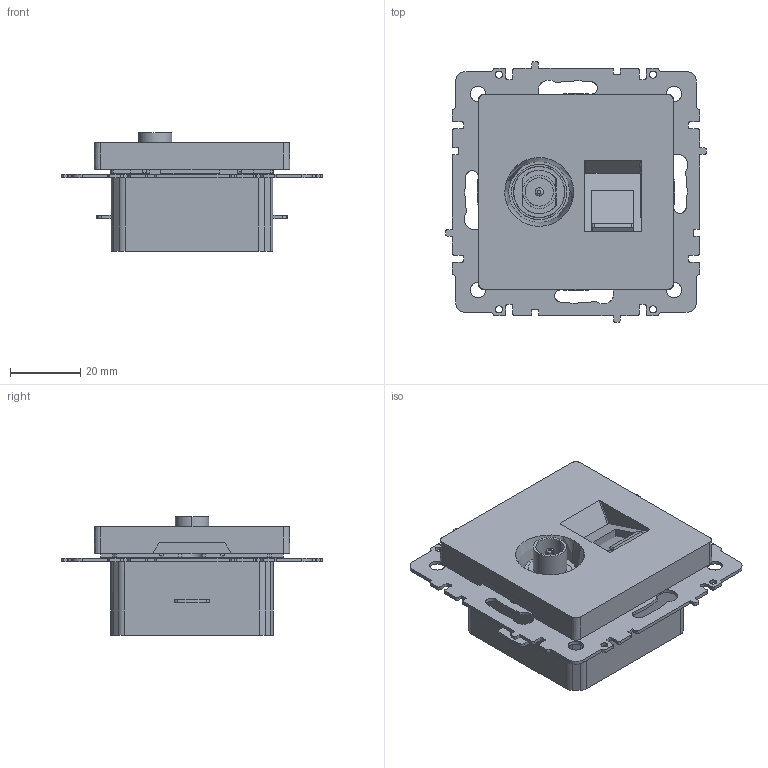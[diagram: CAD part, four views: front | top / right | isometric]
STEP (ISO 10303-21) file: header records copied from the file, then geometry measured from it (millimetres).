
FILE_DESCRIPTION (( 'STEP AP214' ), '1' );
FILE_NAME ('BRITE ﾐ鰀. 葢鵫浯 TV+RJ45.STEP', '2025-04-08T15:25:56', ( '' ), ( '' ), 'SwSTEP 2.0', 'SolidWorks 2022', '' );
FILE_SCHEMA (( 'AUTOMOTIVE_DESIGN' ));
Length unit declared in the file: millimetre
Products named in the file (1): BRITE Роз. двойная TV+RJ45
Bounding box: 74.4 x 74.4 x 33.8 mm (x, y, z)
Volume: 69767.4 mm3; surface area: 25832.7 mm2
Topology: 2 solids, 12 shells, 810 faces, 2329 edges, 1545 vertices
Faces by surface type: plane 517, cylinder 176, bspline 75, cone 30, torus 12
Entity records: 30668 total; most frequent: CARTESIAN_POINT 12998, ORIENTED_EDGE 4658, EDGE_CURVE 2329, DIRECTION 2168, B_SPLINE_CURVE_WITH_KNOTS 1648, VERTEX_POINT 1545, EDGE_LOOP 858, AXIS2_PLACEMENT_3D 818
